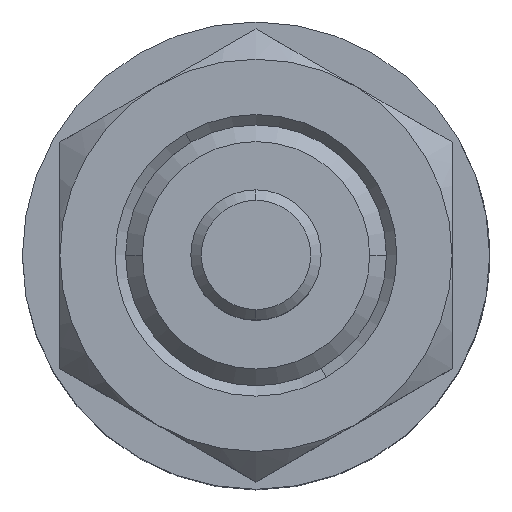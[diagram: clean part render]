
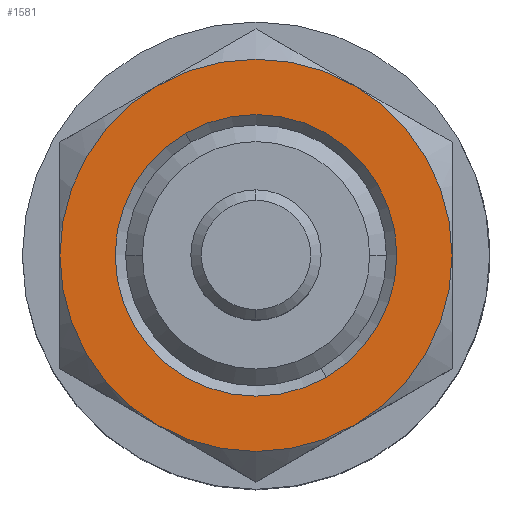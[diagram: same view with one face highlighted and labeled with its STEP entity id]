
A CAD part, top view. The second image highlights one B-rep face of the part: STEP entity #1581.
In plain terms, the highlighted planar face has unit normal (0, 0, 1).
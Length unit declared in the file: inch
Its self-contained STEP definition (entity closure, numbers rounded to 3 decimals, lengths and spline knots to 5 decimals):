
#21 = EDGE_CURVE ( 'NONE', #2713, #252, #844, .T. ) ;
#27 = ORIENTED_EDGE ( 'NONE', *, *, #1248, .T. ) ;
#59 = CIRCLE ( 'NONE', #2634, 0.47 ) ;
#77 = DIRECTION ( 'NONE',  ( 0., 0., -1. ) ) ;
#166 = CARTESIAN_POINT ( 'NONE',  ( 0., 0., 0.19 ) ) ;
#200 = DIRECTION ( 'NONE',  ( 0., 0., -1. ) ) ;
#216 = CIRCLE ( 'NONE', #220, 0.47 ) ;
#220 = AXIS2_PLACEMENT_3D ( 'NONE', #522, #2189, #758 ) ;
#224 = AXIS2_PLACEMENT_3D ( 'NONE', #166, #1836, #410 ) ;
#252 = VERTEX_POINT ( 'NONE', #731 ) ;
#313 = VERTEX_POINT ( 'NONE', #2383 ) ;
#372 = CARTESIAN_POINT ( 'NONE',  ( 0.3375, 0., 0.19 ) ) ;
#388 = EDGE_LOOP ( 'NONE', ( #3065, #643, #2602, #2833, #2257, #1457 ) ) ;
#410 = DIRECTION ( 'NONE',  ( -1., 0., 0. ) ) ;
#433 = VERTEX_POINT ( 'NONE', #2899 ) ;
#519 = DIRECTION ( 'NONE',  ( 0., 0., 1. ) ) ;
#522 = CARTESIAN_POINT ( 'NONE',  ( 0., 0., 0.19 ) ) ;
#643 = ORIENTED_EDGE ( 'NONE', *, *, #2013, .F. ) ;
#731 = CARTESIAN_POINT ( 'NONE',  ( -0.235, -0.40703, 0.19 ) ) ;
#758 = DIRECTION ( 'NONE',  ( -1., 0., 0. ) ) ;
#776 = CARTESIAN_POINT ( 'NONE',  ( 0., 0., 0.19 ) ) ;
#784 = DIRECTION ( 'NONE',  ( 0., 0., -1. ) ) ;
#795 = AXIS2_PLACEMENT_3D ( 'NONE', #1520, #77, #1754 ) ;
#827 = EDGE_CURVE ( 'NONE', #2883, #433, #216, .T. ) ;
#844 = CIRCLE ( 'NONE', #3029, 0.47 ) ;
#883 = FACE_OUTER_BOUND ( 'NONE', #388, .T. ) ;
#905 = CARTESIAN_POINT ( 'NONE',  ( 0., 0., 0.19 ) ) ;
#1003 = VERTEX_POINT ( 'NONE', #372 ) ;
#1017 = DIRECTION ( 'NONE',  ( -1., 0., 0. ) ) ;
#1024 = AXIS2_PLACEMENT_3D ( 'NONE', #905, #2578, #1156 ) ;
#1124 = DIRECTION ( 'NONE',  ( 0., 0., -1. ) ) ;
#1145 = EDGE_CURVE ( 'NONE', #313, #2713, #2018, .T. ) ;
#1156 = DIRECTION ( 'NONE',  ( -1., 0., 0. ) ) ;
#1169 = ORIENTED_EDGE ( 'NONE', *, *, #2540, .T. ) ;
#1211 = CARTESIAN_POINT ( 'NONE',  ( -0.47, 0., 0.19 ) ) ;
#1224 = CIRCLE ( 'NONE', #795, 0.3375 ) ;
#1248 = EDGE_CURVE ( 'NONE', #2735, #1003, #1224, .T. ) ;
#1253 = CIRCLE ( 'NONE', #1024, 0.47 ) ;
#1457 = ORIENTED_EDGE ( 'NONE', *, *, #827, .F. ) ;
#1468 = CARTESIAN_POINT ( 'NONE',  ( -0.3375, 0., 0.19 ) ) ;
#1518 = EDGE_LOOP ( 'NONE', ( #1169, #27 ) ) ;
#1520 = CARTESIAN_POINT ( 'NONE',  ( 0., 0., 0.19 ) ) ;
#1581 = ADVANCED_FACE ( 'NONE', ( #2709, #883 ), #2211, .F. ) ;
#1641 = CARTESIAN_POINT ( 'NONE',  ( 0., 0., 0.19 ) ) ;
#1732 = CIRCLE ( 'NONE', #1829, 0.47 ) ;
#1754 = DIRECTION ( 'NONE',  ( -1., 0., 0. ) ) ;
#1829 = AXIS2_PLACEMENT_3D ( 'NONE', #1949, #519, #2228 ) ;
#1836 = DIRECTION ( 'NONE',  ( 0., 0., -1. ) ) ;
#1871 = DIRECTION ( 'NONE',  ( -1., 0., 0. ) ) ;
#1949 = CARTESIAN_POINT ( 'NONE',  ( 0., 0., 0.19 ) ) ;
#1972 = CARTESIAN_POINT ( 'NONE',  ( 0., 0.54271, 0.19 ) ) ;
#2013 = EDGE_CURVE ( 'NONE', #252, #2131, #59, .T. ) ;
#2018 = CIRCLE ( 'NONE', #2133, 0.47 ) ;
#2028 = AXIS2_PLACEMENT_3D ( 'NONE', #1972, #784, #2458 ) ;
#2131 = VERTEX_POINT ( 'NONE', #1211 ) ;
#2133 = AXIS2_PLACEMENT_3D ( 'NONE', #1641, #200, #1871 ) ;
#2166 = CARTESIAN_POINT ( 'NONE',  ( -0.235, 0.40703, 0.19 ) ) ;
#2189 = DIRECTION ( 'NONE',  ( 0., 0., -1. ) ) ;
#2211 = PLANE ( 'NONE',  #2028 ) ;
#2228 = DIRECTION ( 'NONE',  ( 1., 0., 0. ) ) ;
#2257 = ORIENTED_EDGE ( 'NONE', *, *, #2738, .T. ) ;
#2383 = CARTESIAN_POINT ( 'NONE',  ( 0.47, 0., 0.19 ) ) ;
#2441 = DIRECTION ( 'NONE',  ( 0., 0., -1. ) ) ;
#2458 = DIRECTION ( 'NONE',  ( -1., 0., 0. ) ) ;
#2540 = EDGE_CURVE ( 'NONE', #1003, #2735, #2591, .T. ) ;
#2547 = CARTESIAN_POINT ( 'NONE',  ( 0., 0., 0.19 ) ) ;
#2578 = DIRECTION ( 'NONE',  ( 0., 0., -1. ) ) ;
#2585 = EDGE_CURVE ( 'NONE', #2131, #2883, #1253, .T. ) ;
#2591 = CIRCLE ( 'NONE', #224, 0.3375 ) ;
#2602 = ORIENTED_EDGE ( 'NONE', *, *, #21, .F. ) ;
#2634 = AXIS2_PLACEMENT_3D ( 'NONE', #776, #2441, #1017 ) ;
#2709 = FACE_BOUND ( 'NONE', #1518, .T. ) ;
#2713 = VERTEX_POINT ( 'NONE', #2868 ) ;
#2735 = VERTEX_POINT ( 'NONE', #1468 ) ;
#2738 = EDGE_CURVE ( 'NONE', #313, #433, #1732, .T. ) ;
#2786 = DIRECTION ( 'NONE',  ( -1., 0., 0. ) ) ;
#2833 = ORIENTED_EDGE ( 'NONE', *, *, #1145, .F. ) ;
#2868 = CARTESIAN_POINT ( 'NONE',  ( 0.235, -0.40703, 0.19 ) ) ;
#2883 = VERTEX_POINT ( 'NONE', #2166 ) ;
#2899 = CARTESIAN_POINT ( 'NONE',  ( 0.235, 0.40703, 0.19 ) ) ;
#3029 = AXIS2_PLACEMENT_3D ( 'NONE', #2547, #1124, #2786 ) ;
#3065 = ORIENTED_EDGE ( 'NONE', *, *, #2585, .F. ) ;
